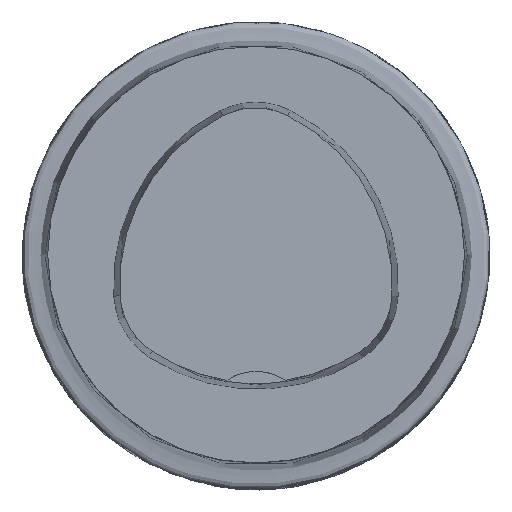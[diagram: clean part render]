
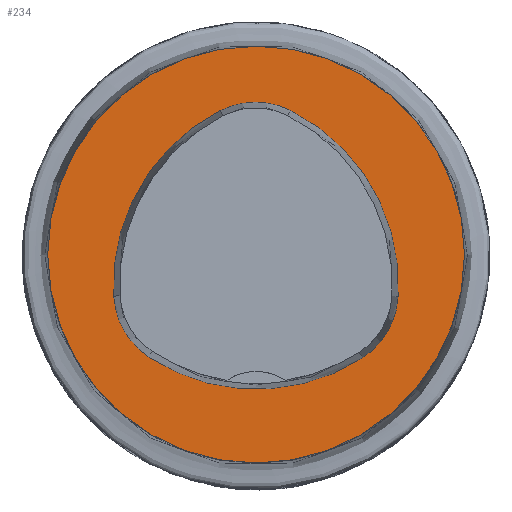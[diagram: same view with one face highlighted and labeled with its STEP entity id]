
A CAD part, top view. The second image highlights one B-rep face of the part: STEP entity #234.
In plain terms, the highlighted planar face has unit normal (0, 0, 1).
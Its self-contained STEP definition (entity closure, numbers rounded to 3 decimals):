
#172=PLANE('',#913);
#234=ADVANCED_FACE('',(#345,#346),#172,.T.);
#345=FACE_BOUND('',#397,.T.);
#346=FACE_BOUND('',#398,.T.);
#397=EDGE_LOOP('',(#500,#501,#502,#503,#504,#505));
#398=EDGE_LOOP('',(#506));
#500=ORIENTED_EDGE('',*,*,#655,.T.);
#501=ORIENTED_EDGE('',*,*,#635,.T.);
#502=ORIENTED_EDGE('',*,*,#639,.T.);
#503=ORIENTED_EDGE('',*,*,#642,.T.);
#504=ORIENTED_EDGE('',*,*,#645,.T.);
#505=ORIENTED_EDGE('',*,*,#653,.T.);
#506=ORIENTED_EDGE('',*,*,#611,.F.);
#556=VERTEX_POINT('',#1212);
#580=VERTEX_POINT('',#1277);
#581=VERTEX_POINT('',#1278);
#584=VERTEX_POINT('',#1286);
#586=VERTEX_POINT('',#1292);
#588=VERTEX_POINT('',#1298);
#595=VERTEX_POINT('',#1319);
#611=EDGE_CURVE('',#556,#556,#669,.T.);
#635=EDGE_CURVE('',#580,#581,#685,.T.);
#639=EDGE_CURVE('',#581,#584,#687,.T.);
#642=EDGE_CURVE('',#584,#586,#689,.T.);
#645=EDGE_CURVE('',#586,#588,#691,.T.);
#653=EDGE_CURVE('',#588,#595,#695,.T.);
#655=EDGE_CURVE('',#595,#580,#697,.T.);
#669=CIRCLE('',#854,16.);
#685=CIRCLE('',#891,15.);
#687=CIRCLE('',#894,6.);
#689=CIRCLE('',#897,15.);
#691=CIRCLE('',#900,6.);
#695=CIRCLE('',#905,15.);
#697=CIRCLE('',#908,6.);
#854=AXIS2_PLACEMENT_3D('',#1211,#978,#979);
#891=AXIS2_PLACEMENT_3D('',#1276,#1056,#1057);
#894=AXIS2_PLACEMENT_3D('',#1285,#1064,#1065);
#897=AXIS2_PLACEMENT_3D('',#1291,#1071,#1072);
#900=AXIS2_PLACEMENT_3D('',#1297,#1078,#1079);
#905=AXIS2_PLACEMENT_3D('',#1320,#1090,#1091);
#908=AXIS2_PLACEMENT_3D('',#1323,#1096,#1097);
#913=AXIS2_PLACEMENT_3D('',#1328,#1106,#1107);
#978=DIRECTION('',(0.,0.,-1.));
#979=DIRECTION('',(-1.,0.,0.));
#1056=DIRECTION('',(0.,0.,-1.));
#1057=DIRECTION('',(-1.,0.,0.));
#1064=DIRECTION('',(0.,0.,-1.));
#1065=DIRECTION('',(-1.,0.,0.));
#1071=DIRECTION('',(0.,0.,-1.));
#1072=DIRECTION('',(-1.,0.,0.));
#1078=DIRECTION('',(0.,0.,-1.));
#1079=DIRECTION('',(-1.,0.,0.));
#1090=DIRECTION('',(0.,0.,-1.));
#1091=DIRECTION('',(-1.,0.,0.));
#1096=DIRECTION('',(0.,0.,-1.));
#1097=DIRECTION('',(-1.,0.,0.));
#1106=DIRECTION('',(0.,0.,1.));
#1107=DIRECTION('',(1.,0.,0.));
#1211=CARTESIAN_POINT('',(0.,0.,0.));
#1212=CARTESIAN_POINT('',(-16.,0.,0.));
#1276=CARTESIAN_POINT('',(4.048,-2.316,0.));
#1277=CARTESIAN_POINT('',(-10.926,-3.206,0.));
#1278=CARTESIAN_POINT('',(-2.774,11.043,0.));
#1285=CARTESIAN_POINT('',(-0.045,5.7,0.));
#1286=CARTESIAN_POINT('',(2.638,11.066,0.));
#1291=CARTESIAN_POINT('',(-4.07,-2.35,0.));
#1292=CARTESIAN_POINT('',(10.903,-3.249,0.));
#1297=CARTESIAN_POINT('',(4.914,-2.889,0.));
#1298=CARTESIAN_POINT('',(8.177,-7.924,0.));
#1319=CARTESIAN_POINT('',(-8.24,-7.859,0.));
#1320=CARTESIAN_POINT('',(0.019,4.663,0.));
#1323=CARTESIAN_POINT('',(-4.936,-2.85,0.));
#1328=CARTESIAN_POINT('',(0.,0.,0.));
